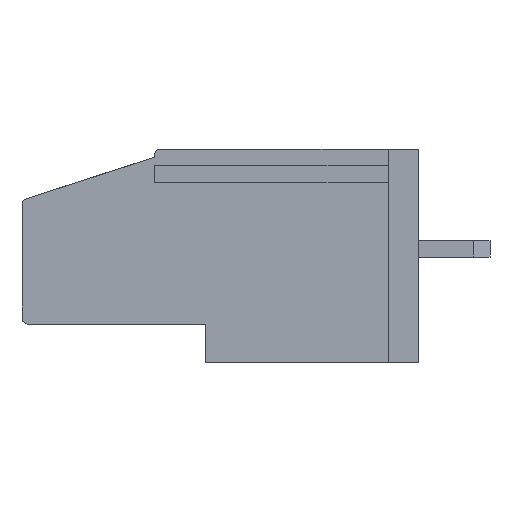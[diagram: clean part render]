
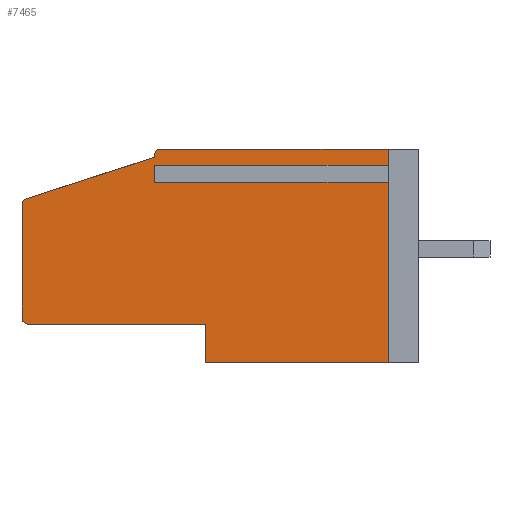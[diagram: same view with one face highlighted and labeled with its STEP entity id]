
A CAD part, left-side view. The second image highlights one B-rep face of the part: STEP entity #7465.
In plain terms, the highlighted planar face has unit normal (-1, 0, 0).
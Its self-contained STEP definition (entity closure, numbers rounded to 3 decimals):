
#113 = ORIENTED_EDGE ( 'NONE', *, *, #22002, .F. ) ;
#686 = CARTESIAN_POINT ( 'NONE',  ( 0., 1.5, 0. ) ) ;
#1184 = CARTESIAN_POINT ( 'NONE',  ( 0., 1.5, 9.502 ) ) ;
#1376 = CARTESIAN_POINT ( 'NONE',  ( 0., 19.2, 1.9 ) ) ;
#1417 = EDGE_CURVE ( 'NONE', #7477, #10842, #27592, .T. ) ;
#1849 = ORIENTED_EDGE ( 'NONE', *, *, #15922, .T. ) ;
#2409 = EDGE_CURVE ( 'NONE', #7477, #29321, #40750, .T. ) ;
#2865 = CARTESIAN_POINT ( 'NONE',  ( 0., 19.5, 1.9 ) ) ;
#3338 = VERTEX_POINT ( 'NONE', #16390 ) ;
#3378 = DIRECTION ( 'NONE',  ( 0., 0., -1. ) ) ;
#3987 = VECTOR ( 'NONE', #6302, 1000. ) ;
#4197 = DIRECTION ( 'NONE',  ( 0., 0., 1. ) ) ;
#4553 = VERTEX_POINT ( 'NONE', #1376 ) ;
#4613 = ORIENTED_EDGE ( 'NONE', *, *, #21309, .F. ) ;
#4614 = EDGE_CURVE ( 'NONE', #11076, #3338, #11765, .T. ) ;
#5423 = VECTOR ( 'NONE', #21455, 1000. ) ;
#5525 = ORIENTED_EDGE ( 'NONE', *, *, #2409, .T. ) ;
#5885 = DIRECTION ( 'NONE',  ( 0., 0., -1. ) ) ;
#6137 = DIRECTION ( 'NONE',  ( 0., 0., -1. ) ) ;
#6302 = DIRECTION ( 'NONE',  ( 0., -1., 0. ) ) ;
#6510 = DIRECTION ( 'NONE',  ( -1., 0., 0. ) ) ;
#7072 = ORIENTED_EDGE ( 'NONE', *, *, #36459, .T. ) ;
#7465 = ADVANCED_FACE ( 'NONE', ( #26611 ), #16859, .F. ) ;
#7477 = VERTEX_POINT ( 'NONE', #38406 ) ;
#7865 = VERTEX_POINT ( 'NONE', #686 ) ;
#8272 = VECTOR ( 'NONE', #17612, 1000. ) ;
#8369 = CARTESIAN_POINT ( 'NONE',  ( 0., 19.292, 8.067 ) ) ;
#8710 = DIRECTION ( 'NONE',  ( 0., 0., 1. ) ) ;
#9174 = CARTESIAN_POINT ( 'NONE',  ( 0., 13., 9.502 ) ) ;
#9187 = AXIS2_PLACEMENT_3D ( 'NONE', #27882, #6510, #5885 ) ;
#9309 = CARTESIAN_POINT ( 'NONE',  ( 0., 13., 9.502 ) ) ;
#9729 = CARTESIAN_POINT ( 'NONE',  ( 0., 13., 10.2 ) ) ;
#10144 = ORIENTED_EDGE ( 'NONE', *, *, #31844, .F. ) ;
#10533 = LINE ( 'NONE', #26961, #8272 ) ;
#10842 = VERTEX_POINT ( 'NONE', #29845 ) ;
#11076 = VERTEX_POINT ( 'NONE', #8369 ) ;
#11765 = LINE ( 'NONE', #15299, #39964 ) ;
#11791 = CARTESIAN_POINT ( 'NONE',  ( 0., 19.5, 10.5 ) ) ;
#11800 = EDGE_LOOP ( 'NONE', ( #29222, #1849, #4613, #10144, #36936, #17931, #113, #12355, #5525, #21956, #37737, #7072, #29006, #16467, #13414 ) ) ;
#12005 = CARTESIAN_POINT ( 'NONE',  ( 0., 1.5, 9.098 ) ) ;
#12201 = CIRCLE ( 'NONE', #19520, 0.3 ) ;
#12355 = ORIENTED_EDGE ( 'NONE', *, *, #1417, .F. ) ;
#12456 = LINE ( 'NONE', #27613, #19259 ) ;
#12673 = LINE ( 'NONE', #25356, #21871 ) ;
#13034 = AXIS2_PLACEMENT_3D ( 'NONE', #29508, #13739, #39068 ) ;
#13414 = ORIENTED_EDGE ( 'NONE', *, *, #16206, .T. ) ;
#13739 = DIRECTION ( 'NONE',  ( 1., 0., 0. ) ) ;
#14495 = VERTEX_POINT ( 'NONE', #9729 ) ;
#14627 = CARTESIAN_POINT ( 'NONE',  ( 0., 13., 9.098 ) ) ;
#14668 = DIRECTION ( 'NONE',  ( 0., -0.952, 0.307 ) ) ;
#15299 = CARTESIAN_POINT ( 'NONE',  ( 0., 19.5, 8. ) ) ;
#15533 = DIRECTION ( 'NONE',  ( 0., -1., 0. ) ) ;
#15896 = CARTESIAN_POINT ( 'NONE',  ( 0., 10.5, 0. ) ) ;
#15922 = EDGE_CURVE ( 'NONE', #34115, #4553, #39316, .T. ) ;
#16206 = EDGE_CURVE ( 'NONE', #11076, #19185, #12201, .T. ) ;
#16390 = CARTESIAN_POINT ( 'NONE',  ( 0., 13., 10.1 ) ) ;
#16467 = ORIENTED_EDGE ( 'NONE', *, *, #4614, .F. ) ;
#16563 = VERTEX_POINT ( 'NONE', #36076 ) ;
#16611 = EDGE_CURVE ( 'NONE', #35079, #7865, #10533, .T. ) ;
#16859 = PLANE ( 'NONE',  #13034 ) ;
#16876 = VECTOR ( 'NONE', #4197, 1000. ) ;
#17612 = DIRECTION ( 'NONE',  ( 0., -1., 0. ) ) ;
#17931 = ORIENTED_EDGE ( 'NONE', *, *, #39399, .F. ) ;
#18057 = EDGE_CURVE ( 'NONE', #26474, #29321, #21279, .T. ) ;
#18921 = DIRECTION ( 'NONE',  ( 0., 0., 1. ) ) ;
#19185 = VERTEX_POINT ( 'NONE', #23307 ) ;
#19259 = VECTOR ( 'NONE', #18921, 1000. ) ;
#19520 = AXIS2_PLACEMENT_3D ( 'NONE', #31814, #23067, #3378 ) ;
#21027 = DIRECTION ( 'NONE',  ( -1., 0., 0. ) ) ;
#21279 = LINE ( 'NONE', #28532, #26649 ) ;
#21309 = EDGE_CURVE ( 'NONE', #33412, #4553, #41068, .T. ) ;
#21363 = LINE ( 'NONE', #11791, #26640 ) ;
#21455 = DIRECTION ( 'NONE',  ( 0., -1., 0. ) ) ;
#21821 = DIRECTION ( 'NONE',  ( 0., 0., -1. ) ) ;
#21871 = VECTOR ( 'NONE', #28867, 1000. ) ;
#21956 = ORIENTED_EDGE ( 'NONE', *, *, #18057, .F. ) ;
#22002 = EDGE_CURVE ( 'NONE', #10842, #29580, #37660, .T. ) ;
#23067 = DIRECTION ( 'NONE',  ( -1., 0., 0. ) ) ;
#23307 = CARTESIAN_POINT ( 'NONE',  ( 0., 19.5, 7.782 ) ) ;
#23779 = CIRCLE ( 'NONE', #9187, 0.3 ) ;
#24115 = EDGE_CURVE ( 'NONE', #16563, #26474, #21363, .T. ) ;
#24363 = CARTESIAN_POINT ( 'NONE',  ( 0., 19.2, 2.2 ) ) ;
#25105 = VECTOR ( 'NONE', #34823, 1000. ) ;
#25356 = CARTESIAN_POINT ( 'NONE',  ( 0., 1.5, 10.5 ) ) ;
#25362 = VECTOR ( 'NONE', #8710, 1000. ) ;
#26474 = VERTEX_POINT ( 'NONE', #40058 ) ;
#26611 = FACE_OUTER_BOUND ( 'NONE', #11800, .T. ) ;
#26640 = VECTOR ( 'NONE', #15533, 1000. ) ;
#26649 = VECTOR ( 'NONE', #6137, 1000. ) ;
#26961 = CARTESIAN_POINT ( 'NONE',  ( 0., 19.5, 0. ) ) ;
#27592 = LINE ( 'NONE', #9309, #30177 ) ;
#27613 = CARTESIAN_POINT ( 'NONE',  ( 0., 13., 10.1 ) ) ;
#27882 = CARTESIAN_POINT ( 'NONE',  ( 0., 12.7, 10.2 ) ) ;
#28532 = CARTESIAN_POINT ( 'NONE',  ( 0., 1.5, 10.5 ) ) ;
#28867 = DIRECTION ( 'NONE',  ( 0., 0., -1. ) ) ;
#29006 = ORIENTED_EDGE ( 'NONE', *, *, #37675, .F. ) ;
#29222 = ORIENTED_EDGE ( 'NONE', *, *, #33617, .F. ) ;
#29321 = VERTEX_POINT ( 'NONE', #1184 ) ;
#29508 = CARTESIAN_POINT ( 'NONE',  ( 0., 19.5, 10.5 ) ) ;
#29580 = VERTEX_POINT ( 'NONE', #12005 ) ;
#29845 = CARTESIAN_POINT ( 'NONE',  ( 0., 13., 9.098 ) ) ;
#29987 = AXIS2_PLACEMENT_3D ( 'NONE', #24363, #21027, #37016 ) ;
#30177 = VECTOR ( 'NONE', #21821, 1000. ) ;
#31369 = LINE ( 'NONE', #40911, #25362 ) ;
#31814 = CARTESIAN_POINT ( 'NONE',  ( 0., 19.2, 7.782 ) ) ;
#31844 = EDGE_CURVE ( 'NONE', #35079, #33412, #31369, .T. ) ;
#32610 = CARTESIAN_POINT ( 'NONE',  ( 0., 19.5, 10.5 ) ) ;
#33412 = VERTEX_POINT ( 'NONE', #36189 ) ;
#33617 = EDGE_CURVE ( 'NONE', #34115, #19185, #38862, .T. ) ;
#34115 = VERTEX_POINT ( 'NONE', #40756 ) ;
#34823 = DIRECTION ( 'NONE',  ( 0., 1., 0. ) ) ;
#35079 = VERTEX_POINT ( 'NONE', #15896 ) ;
#36076 = CARTESIAN_POINT ( 'NONE',  ( 0., 12.7, 10.5 ) ) ;
#36189 = CARTESIAN_POINT ( 'NONE',  ( 0., 10.5, 1.9 ) ) ;
#36459 = EDGE_CURVE ( 'NONE', #16563, #14495, #23779, .T. ) ;
#36936 = ORIENTED_EDGE ( 'NONE', *, *, #16611, .T. ) ;
#37016 = DIRECTION ( 'NONE',  ( 0., 0., -1. ) ) ;
#37660 = LINE ( 'NONE', #14627, #3987 ) ;
#37675 = EDGE_CURVE ( 'NONE', #3338, #14495, #12456, .T. ) ;
#37737 = ORIENTED_EDGE ( 'NONE', *, *, #24115, .F. ) ;
#38406 = CARTESIAN_POINT ( 'NONE',  ( 0., 13., 9.502 ) ) ;
#38862 = LINE ( 'NONE', #32610, #16876 ) ;
#39068 = DIRECTION ( 'NONE',  ( 0., 0., -1. ) ) ;
#39316 = CIRCLE ( 'NONE', #29987, 0.3 ) ;
#39399 = EDGE_CURVE ( 'NONE', #29580, #7865, #12673, .T. ) ;
#39964 = VECTOR ( 'NONE', #14668, 1000. ) ;
#40058 = CARTESIAN_POINT ( 'NONE',  ( 0., 1.5, 10.5 ) ) ;
#40750 = LINE ( 'NONE', #9174, #5423 ) ;
#40756 = CARTESIAN_POINT ( 'NONE',  ( 0., 19.5, 2.2 ) ) ;
#40911 = CARTESIAN_POINT ( 'NONE',  ( 0., 10.5, 1.9 ) ) ;
#41068 = LINE ( 'NONE', #2865, #25105 ) ;
